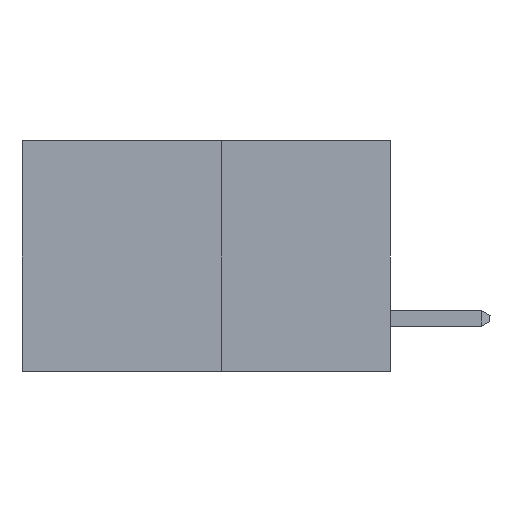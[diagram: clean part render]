
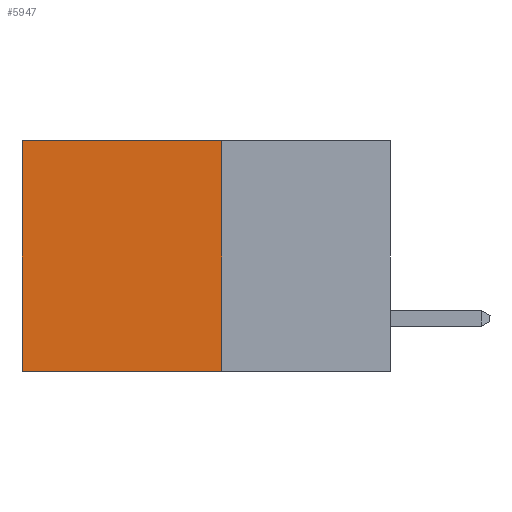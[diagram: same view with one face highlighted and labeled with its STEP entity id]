
A CAD part, left-side view. The second image highlights one B-rep face of the part: STEP entity #5947.
In plain terms, the highlighted planar face has unit normal (-1, 0, 0).
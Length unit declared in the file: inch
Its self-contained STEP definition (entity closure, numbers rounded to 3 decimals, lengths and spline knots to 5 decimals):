
#254 = LINE ( 'NONE', #5758, #7166 ) ;
#293 = CARTESIAN_POINT ( 'NONE',  ( 0.277, 0.27, -0.37 ) ) ;
#452 = VECTOR ( 'NONE', #4605, 39.37008 ) ;
#929 = DIRECTION ( 'NONE',  ( 0., 1., 0. ) ) ;
#1093 = CARTESIAN_POINT ( 'NONE',  ( 0.277, 0.27, -0.37 ) ) ;
#1212 = PLANE ( 'NONE',  #3309 ) ;
#1578 = CARTESIAN_POINT ( 'NONE',  ( 0.277, 0.59, -0.37 ) ) ;
#1875 = ORIENTED_EDGE ( 'NONE', *, *, #4602, .T. ) ;
#1947 = CARTESIAN_POINT ( 'NONE',  ( 0.277, 0.27, -0.37 ) ) ;
#2127 = ORIENTED_EDGE ( 'NONE', *, *, #5113, .F. ) ;
#2299 = LINE ( 'NONE', #6904, #7257 ) ;
#2468 = VERTEX_POINT ( 'NONE', #6500 ) ;
#2673 = EDGE_CURVE ( 'NONE', #7697, #4882, #2299, .T. ) ;
#2728 = DIRECTION ( 'NONE',  ( 0., 0., -1. ) ) ;
#2743 = DIRECTION ( 'NONE',  ( 1., 0., 0. ) ) ;
#2845 = ORIENTED_EDGE ( 'NONE', *, *, #2673, .F. ) ;
#3180 = VECTOR ( 'NONE', #929, 39.37008 ) ;
#3239 = ORIENTED_EDGE ( 'NONE', *, *, #4997, .T. ) ;
#3309 = AXIS2_PLACEMENT_3D ( 'NONE', #293, #2743, #2728 ) ;
#3711 = CARTESIAN_POINT ( 'NONE',  ( 0.277, 0.27, 0. ) ) ;
#4366 = VERTEX_POINT ( 'NONE', #7165 ) ;
#4602 = EDGE_CURVE ( 'NONE', #7697, #4366, #254, .T. ) ;
#4605 = DIRECTION ( 'NONE',  ( 0., 0., -1. ) ) ;
#4882 = VERTEX_POINT ( 'NONE', #1093 ) ;
#4997 = EDGE_CURVE ( 'NONE', #4366, #2468, #6007, .T. ) ;
#5113 = EDGE_CURVE ( 'NONE', #4882, #2468, #7813, .T. ) ;
#5758 = CARTESIAN_POINT ( 'NONE',  ( 0.277, 0.27, 0. ) ) ;
#5947 = ADVANCED_FACE ( 'NONE', ( #6476 ), #1212, .F. ) ;
#6007 = LINE ( 'NONE', #1578, #452 ) ;
#6038 = DIRECTION ( 'NONE',  ( 0., 0., -1. ) ) ;
#6476 = FACE_OUTER_BOUND ( 'NONE', #6835, .T. ) ;
#6500 = CARTESIAN_POINT ( 'NONE',  ( 0.277, 0.59, -0.37 ) ) ;
#6835 = EDGE_LOOP ( 'NONE', ( #3239, #2127, #2845, #1875 ) ) ;
#6904 = CARTESIAN_POINT ( 'NONE',  ( 0.277, 0.27, -0.37 ) ) ;
#7165 = CARTESIAN_POINT ( 'NONE',  ( 0.277, 0.59, 0. ) ) ;
#7166 = VECTOR ( 'NONE', #7237, 39.37008 ) ;
#7237 = DIRECTION ( 'NONE',  ( 0., 1., 0. ) ) ;
#7257 = VECTOR ( 'NONE', #6038, 39.37008 ) ;
#7697 = VERTEX_POINT ( 'NONE', #3711 ) ;
#7813 = LINE ( 'NONE', #1947, #3180 ) ;
